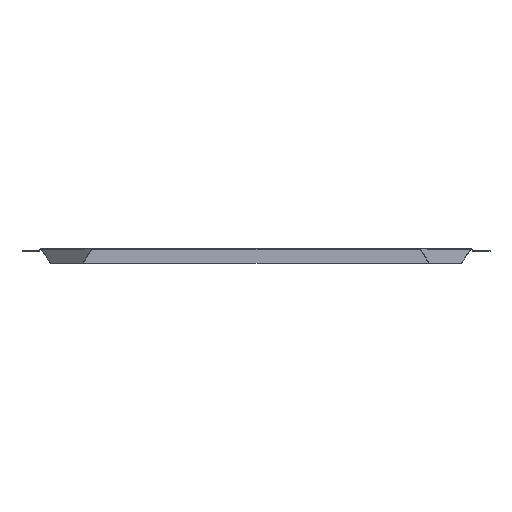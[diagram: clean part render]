
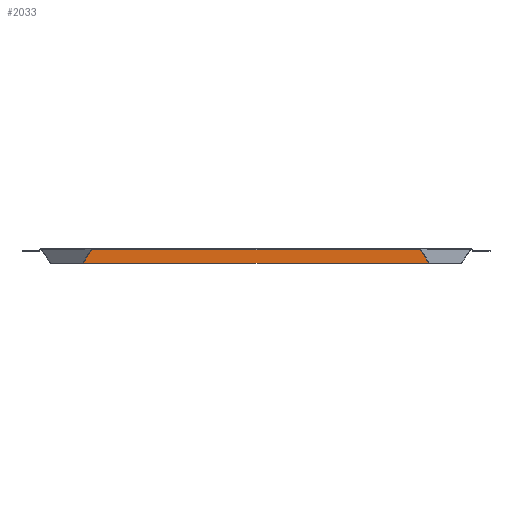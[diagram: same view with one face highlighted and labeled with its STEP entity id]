
A CAD part, front view. The second image highlights one B-rep face of the part: STEP entity #2033.
In plain terms, the highlighted planar face has unit normal (0, -1, 0).
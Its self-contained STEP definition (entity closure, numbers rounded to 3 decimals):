
#88 = EDGE_CURVE ( 'NONE', #1282, #2028, #227, .T. ) ;
#96 = DIRECTION ( 'NONE',  ( 1., 0., 0. ) ) ;
#113 = EDGE_CURVE ( 'NONE', #677, #1282, #1420, .T. ) ;
#121 = VECTOR ( 'NONE', #96, 1000. ) ;
#165 = VERTEX_POINT ( 'NONE', #611 ) ;
#169 = VECTOR ( 'NONE', #666, 1000. ) ;
#188 = CARTESIAN_POINT ( 'NONE',  ( -193.178, -0.7, -1.7 ) ) ;
#192 = EDGE_CURVE ( 'NONE', #1603, #1167, #1306, .T. ) ;
#223 = CARTESIAN_POINT ( 'NONE',  ( -193.37, -0.7, -1.554 ) ) ;
#227 = LINE ( 'NONE', #1674, #169 ) ;
#250 = CARTESIAN_POINT ( 'NONE',  ( -193.563, -0.7, -1.408 ) ) ;
#325 = CARTESIAN_POINT ( 'NONE',  ( -193.919, -0.7, -1.082 ) ) ;
#336 = CARTESIAN_POINT ( 'NONE',  ( -194.081, -0.7, -0.901 ) ) ;
#343 = DIRECTION ( 'NONE',  ( 0., 1., 0. ) ) ;
#345 = CARTESIAN_POINT ( 'NONE',  ( -194.214, -0.7, -0.7 ) ) ;
#422 = FACE_OUTER_BOUND ( 'NONE', #943, .T. ) ;
#460 = VECTOR ( 'NONE', #1644, 1000. ) ;
#515 = ORIENTED_EDGE ( 'NONE', *, *, #113, .T. ) ;
#568 = EDGE_CURVE ( 'NONE', #165, #677, #1969, .T. ) ;
#611 = CARTESIAN_POINT ( 'NONE',  ( -193.178, -0.7, -1.7 ) ) ;
#666 = DIRECTION ( 'NONE',  ( 0.707, 0., 0.707 ) ) ;
#677 = VERTEX_POINT ( 'NONE', #1892 ) ;
#739 = CARTESIAN_POINT ( 'NONE',  ( -97.439, -0.7, -97.439 ) ) ;
#864 = AXIS2_PLACEMENT_3D ( 'NONE', #2154, #343, #1472 ) ;
#868 = DIRECTION ( 'NONE',  ( 0.707, 0., -0.707 ) ) ;
#943 = EDGE_LOOP ( 'NONE', ( #1776, #515, #1382, #1665, #1101, #1939 ) ) ;
#953 = CARTESIAN_POINT ( 'NONE',  ( 181.878, -0.7, -13. ) ) ;
#954 = PLANE ( 'NONE',  #864 ) ;
#1018 = EDGE_CURVE ( 'NONE', #165, #1167, #1474, .T. ) ;
#1033 = CARTESIAN_POINT ( 'NONE',  ( 193.37, -0.7, -1.554 ) ) ;
#1067 = CARTESIAN_POINT ( 'NONE',  ( 194.214, -0.7, -0.7 ) ) ;
#1101 = ORIENTED_EDGE ( 'NONE', *, *, #192, .T. ) ;
#1124 = CARTESIAN_POINT ( 'NONE',  ( 193.563, -0.7, -1.408 ) ) ;
#1130 = CARTESIAN_POINT ( 'NONE',  ( 193.178, -0.7, -1.7 ) ) ;
#1131 = EDGE_CURVE ( 'NONE', #2028, #1603, #1161, .T. ) ;
#1135 = CARTESIAN_POINT ( 'NONE',  ( 193.919, -0.7, -1.082 ) ) ;
#1140 = CARTESIAN_POINT ( 'NONE',  ( 194.081, -0.7, -0.901 ) ) ;
#1149 = CARTESIAN_POINT ( 'NONE',  ( 194.214, -0.7, -0.7 ) ) ;
#1161 = B_SPLINE_CURVE_WITH_KNOTS ( 'NONE', 3,
 ( #1130, #1033, #1124, #1135, #1140, #1149 ),
 .UNSPECIFIED., .F., .F.,
 ( 4, 2, 4 ),
 ( 0.004, 0.004, 0.005 ),
 .UNSPECIFIED. ) ;
#1167 = VERTEX_POINT ( 'NONE', #1323 ) ;
#1282 = VERTEX_POINT ( 'NONE', #953 ) ;
#1306 = LINE ( 'NONE', #1317, #460 ) ;
#1317 = CARTESIAN_POINT ( 'NONE',  ( 0., -0.7, -0.7 ) ) ;
#1323 = CARTESIAN_POINT ( 'NONE',  ( -194.214, -0.7, -0.7 ) ) ;
#1382 = ORIENTED_EDGE ( 'NONE', *, *, #88, .T. ) ;
#1420 = LINE ( 'NONE', #2085, #121 ) ;
#1472 = DIRECTION ( 'NONE',  ( 0., 0., 1. ) ) ;
#1474 = B_SPLINE_CURVE_WITH_KNOTS ( 'NONE', 3,
 ( #188, #223, #250, #325, #336, #345 ),
 .UNSPECIFIED., .F., .F.,
 ( 4, 2, 4 ),
 ( 0.004, 0.004, 0.005 ),
 .UNSPECIFIED. ) ;
#1516 = VECTOR ( 'NONE', #868, 1000. ) ;
#1603 = VERTEX_POINT ( 'NONE', #1067 ) ;
#1644 = DIRECTION ( 'NONE',  ( -1., 0., 0. ) ) ;
#1665 = ORIENTED_EDGE ( 'NONE', *, *, #1131, .T. ) ;
#1674 = CARTESIAN_POINT ( 'NONE',  ( 181.878, -0.7, -13. ) ) ;
#1776 = ORIENTED_EDGE ( 'NONE', *, *, #568, .T. ) ;
#1892 = CARTESIAN_POINT ( 'NONE',  ( -181.878, -0.7, -13. ) ) ;
#1939 = ORIENTED_EDGE ( 'NONE', *, *, #1018, .F. ) ;
#1969 = LINE ( 'NONE', #739, #1516 ) ;
#1972 = CARTESIAN_POINT ( 'NONE',  ( 193.178, -0.7, -1.7 ) ) ;
#2028 = VERTEX_POINT ( 'NONE', #1972 ) ;
#2033 = ADVANCED_FACE ( 'NONE', ( #422 ), #954, .F. ) ;
#2085 = CARTESIAN_POINT ( 'NONE',  ( 0., -0.7, -13. ) ) ;
#2154 = CARTESIAN_POINT ( 'NONE',  ( 0., -0.7, 0. ) ) ;
